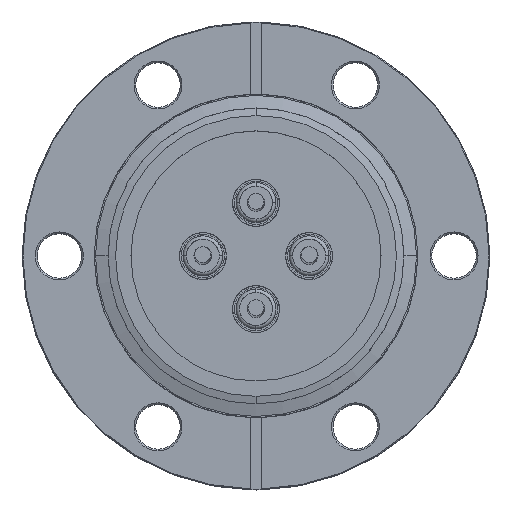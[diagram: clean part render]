
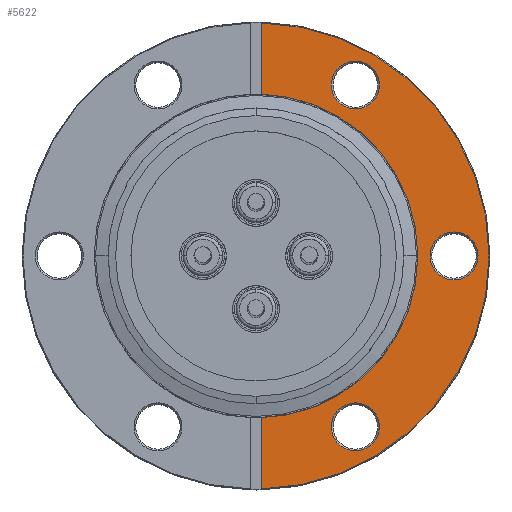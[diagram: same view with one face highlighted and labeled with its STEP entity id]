
A CAD part, top view. The second image highlights one B-rep face of the part: STEP entity #5622.
In plain terms, the highlighted planar face has unit normal (0, 0, -1).
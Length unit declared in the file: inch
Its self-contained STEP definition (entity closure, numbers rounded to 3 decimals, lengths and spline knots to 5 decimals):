
#265 = EDGE_CURVE ( 'NONE', #680, #4029, #9493, .T. ) ;
#390 = FACE_OUTER_BOUND ( 'NONE', #9035, .T. ) ;
#680 = VERTEX_POINT ( 'NONE', #735 ) ;
#735 = CARTESIAN_POINT ( 'NONE',  ( 0.951, 0., 0.5 ) ) ;
#857 = DIRECTION ( 'NONE',  ( 0., 0., -1. ) ) ;
#907 = VERTEX_POINT ( 'NONE', #6821 ) ;
#927 = VECTOR ( 'NONE', #5437, 39.37008 ) ;
#1045 = VERTEX_POINT ( 'NONE', #5405 ) ;
#1115 = AXIS2_PLACEMENT_3D ( 'NONE', #8427, #3634, #9254 ) ;
#1135 = CARTESIAN_POINT ( 'NONE',  ( 0., 0., 0.5 ) ) ;
#1149 = AXIS2_PLACEMENT_3D ( 'NONE', #7297, #1571, #10030 ) ;
#1310 = ORIENTED_EDGE ( 'NONE', *, *, #6604, .F. ) ;
#1334 = CARTESIAN_POINT ( 'NONE',  ( 1.164, 0., 0.5 ) ) ;
#1403 = CIRCLE ( 'NONE', #2241, 0.141 ) ;
#1485 = DIRECTION ( 'NONE',  ( 0., 0., -1. ) ) ;
#1509 = AXIS2_PLACEMENT_3D ( 'NONE', #9549, #4739, #10374 ) ;
#1571 = DIRECTION ( 'NONE',  ( 0., 0., -1. ) ) ;
#1888 = CARTESIAN_POINT ( 'NONE',  ( 0.584, -1.00459, 0.5 ) ) ;
#1914 = EDGE_CURVE ( 'NONE', #1045, #5302, #5421, .T. ) ;
#1928 = DIRECTION ( 'NONE',  ( 1., 0., 0. ) ) ;
#1942 = CARTESIAN_POINT ( 'NONE',  ( 0.031, 0., 0.5 ) ) ;
#2041 = VERTEX_POINT ( 'NONE', #5000 ) ;
#2121 = DIRECTION ( 'NONE',  ( 0., -1., 0. ) ) ;
#2211 = DIRECTION ( 'NONE',  ( 0., 0., -1. ) ) ;
#2215 = VERTEX_POINT ( 'NONE', #9199 ) ;
#2241 = AXIS2_PLACEMENT_3D ( 'NONE', #7009, #2211, #7808 ) ;
#2376 = EDGE_CURVE ( 'NONE', #1045, #9371, #9044, .T. ) ;
#2484 = ORIENTED_EDGE ( 'NONE', *, *, #8960, .F. ) ;
#2687 = DIRECTION ( 'NONE',  ( 1., 0., 0. ) ) ;
#2902 = EDGE_CURVE ( 'NONE', #5302, #680, #2906, .T. ) ;
#2906 = CIRCLE ( 'NONE', #3091, 0.951 ) ;
#2967 = AXIS2_PLACEMENT_3D ( 'NONE', #6265, #1485, #7081 ) ;
#3091 = AXIS2_PLACEMENT_3D ( 'NONE', #1135, #6716, #1928 ) ;
#3218 = EDGE_CURVE ( 'NONE', #907, #2041, #5139, .T. ) ;
#3428 = VERTEX_POINT ( 'NONE', #8734 ) ;
#3634 = DIRECTION ( 'NONE',  ( 0., 0., -1. ) ) ;
#3707 = ORIENTED_EDGE ( 'NONE', *, *, #2902, .F. ) ;
#3709 = ORIENTED_EDGE ( 'NONE', *, *, #5179, .F. ) ;
#3847 = AXIS2_PLACEMENT_3D ( 'NONE', #1334, #6918, #2121 ) ;
#4029 = VERTEX_POINT ( 'NONE', #5026 ) ;
#4270 = LINE ( 'NONE', #1942, #8273 ) ;
#4385 = ORIENTED_EDGE ( 'NONE', *, *, #8063, .F. ) ;
#4392 = EDGE_LOOP ( 'NONE', ( #10341, #2484 ) ) ;
#4645 = CARTESIAN_POINT ( 'NONE',  ( 0.725, 1.00459, 0.5 ) ) ;
#4697 = DIRECTION ( 'NONE',  ( 1., 0., 0. ) ) ;
#4739 = DIRECTION ( 'NONE',  ( 0., 0., -1. ) ) ;
#4871 = FACE_BOUND ( 'NONE', #9655, .T. ) ;
#4993 = EDGE_CURVE ( 'NONE', #2215, #6981, #8889, .T. ) ;
#5000 = CARTESIAN_POINT ( 'NONE',  ( 0.443, -1.00459, 0.5 ) ) ;
#5026 = CARTESIAN_POINT ( 'NONE',  ( 0.031, -0.95049, 0.5 ) ) ;
#5139 = CIRCLE ( 'NONE', #10112, 0.141 ) ;
#5179 = EDGE_CURVE ( 'NONE', #9864, #3428, #7648, .T. ) ;
#5302 = VERTEX_POINT ( 'NONE', #7423 ) ;
#5405 = CARTESIAN_POINT ( 'NONE',  ( 0.031, 1.36965, 0.5 ) ) ;
#5421 = LINE ( 'NONE', #7023, #927 ) ;
#5437 = DIRECTION ( 'NONE',  ( 0., -1., 0. ) ) ;
#5619 = CARTESIAN_POINT ( 'NONE',  ( 0.584, 1.00459, 0.5 ) ) ;
#5622 = ADVANCED_FACE ( 'NONE', ( #4871, #8879, #6756, #390 ), #6264, .F. ) ;
#6005 = CIRCLE ( 'NONE', #1115, 0.141 ) ;
#6113 = ORIENTED_EDGE ( 'NONE', *, *, #9690, .F. ) ;
#6264 = PLANE ( 'NONE',  #9376 ) ;
#6265 = CARTESIAN_POINT ( 'NONE',  ( 0., 0., 0.5 ) ) ;
#6434 = DIRECTION ( 'NONE',  ( 1., 0., 0. ) ) ;
#6604 = EDGE_CURVE ( 'NONE', #3428, #9864, #8283, .T. ) ;
#6716 = DIRECTION ( 'NONE',  ( 0., 0., -1. ) ) ;
#6756 = FACE_BOUND ( 'NONE', #4392, .T. ) ;
#6821 = CARTESIAN_POINT ( 'NONE',  ( 0.725, -1.00459, 0.5 ) ) ;
#6841 = CARTESIAN_POINT ( 'NONE',  ( 0.031, -1.36965, 0.5 ) ) ;
#6918 = DIRECTION ( 'NONE',  ( 0., 0., -1. ) ) ;
#6981 = VERTEX_POINT ( 'NONE', #10390 ) ;
#7009 = CARTESIAN_POINT ( 'NONE',  ( 0.584, -1.00459, 0.5 ) ) ;
#7023 = CARTESIAN_POINT ( 'NONE',  ( 0.031, 0., 0.5 ) ) ;
#7081 = DIRECTION ( 'NONE',  ( 0., 1., 0. ) ) ;
#7297 = CARTESIAN_POINT ( 'NONE',  ( 0., 0., 0.5 ) ) ;
#7423 = CARTESIAN_POINT ( 'NONE',  ( 0.031, 0.95049, 0.5 ) ) ;
#7482 = DIRECTION ( 'NONE',  ( 0., 0., -1. ) ) ;
#7533 = DIRECTION ( 'NONE',  ( 0., -1., 0. ) ) ;
#7648 = CIRCLE ( 'NONE', #1509, 0.141 ) ;
#7808 = DIRECTION ( 'NONE',  ( 1., 0., 0. ) ) ;
#7865 = CARTESIAN_POINT ( 'NONE',  ( 0., 0., 0.5 ) ) ;
#7964 = ORIENTED_EDGE ( 'NONE', *, *, #4993, .F. ) ;
#8063 = EDGE_CURVE ( 'NONE', #4029, #9371, #4270, .T. ) ;
#8113 = AXIS2_PLACEMENT_3D ( 'NONE', #5619, #857, #6434 ) ;
#8273 = VECTOR ( 'NONE', #7533, 39.37008 ) ;
#8283 = CIRCLE ( 'NONE', #8113, 0.141 ) ;
#8427 = CARTESIAN_POINT ( 'NONE',  ( 1.164, 0., 0.5 ) ) ;
#8459 = ORIENTED_EDGE ( 'NONE', *, *, #265, .F. ) ;
#8734 = CARTESIAN_POINT ( 'NONE',  ( 0.443, 1.00459, 0.5 ) ) ;
#8879 = FACE_BOUND ( 'NONE', #9671, .T. ) ;
#8889 = CIRCLE ( 'NONE', #3847, 0.141 ) ;
#8939 = ORIENTED_EDGE ( 'NONE', *, *, #1914, .F. ) ;
#8942 = ORIENTED_EDGE ( 'NONE', *, *, #2376, .T. ) ;
#8960 = EDGE_CURVE ( 'NONE', #2041, #907, #1403, .T. ) ;
#9035 = EDGE_LOOP ( 'NONE', ( #8939, #8942, #4385, #8459, #3707 ) ) ;
#9044 = CIRCLE ( 'NONE', #2967, 1.37 ) ;
#9199 = CARTESIAN_POINT ( 'NONE',  ( 1.164, 0.141, 0.5 ) ) ;
#9254 = DIRECTION ( 'NONE',  ( 0., -1., 0. ) ) ;
#9371 = VERTEX_POINT ( 'NONE', #6841 ) ;
#9376 = AXIS2_PLACEMENT_3D ( 'NONE', #7865, #9504, #4697 ) ;
#9493 = CIRCLE ( 'NONE', #1149, 0.951 ) ;
#9504 = DIRECTION ( 'NONE',  ( 0., 0., 1. ) ) ;
#9549 = CARTESIAN_POINT ( 'NONE',  ( 0.584, 1.00459, 0.5 ) ) ;
#9655 = EDGE_LOOP ( 'NONE', ( #3709, #1310 ) ) ;
#9671 = EDGE_LOOP ( 'NONE', ( #6113, #7964 ) ) ;
#9690 = EDGE_CURVE ( 'NONE', #6981, #2215, #6005, .T. ) ;
#9864 = VERTEX_POINT ( 'NONE', #4645 ) ;
#10030 = DIRECTION ( 'NONE',  ( 1., 0., 0. ) ) ;
#10112 = AXIS2_PLACEMENT_3D ( 'NONE', #1888, #7482, #2687 ) ;
#10341 = ORIENTED_EDGE ( 'NONE', *, *, #3218, .F. ) ;
#10374 = DIRECTION ( 'NONE',  ( 1., 0., 0. ) ) ;
#10390 = CARTESIAN_POINT ( 'NONE',  ( 1.164, -0.141, 0.5 ) ) ;
